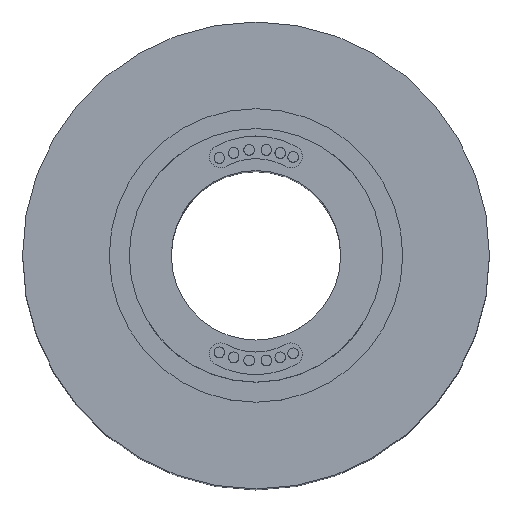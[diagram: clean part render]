
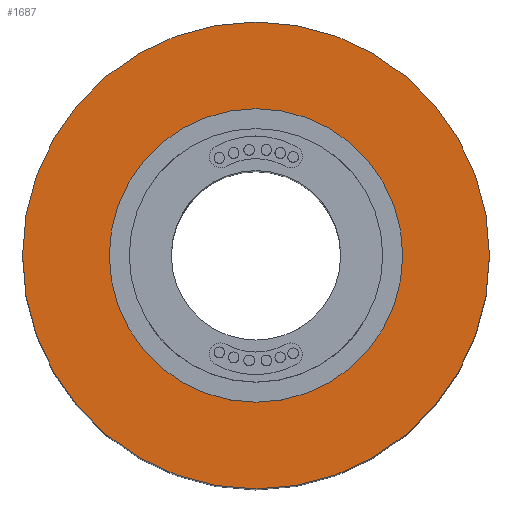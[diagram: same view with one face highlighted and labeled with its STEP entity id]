
A CAD part, top view. The second image highlights one B-rep face of the part: STEP entity #1687.
In plain terms, the highlighted planar face has unit normal (0, 0, 1).
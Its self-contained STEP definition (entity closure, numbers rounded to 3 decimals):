
#87 = EDGE_LOOP ( 'NONE', ( #637, #1642 ) ) ;
#150 = CARTESIAN_POINT ( 'NONE',  ( 17.5, 0., 44.2 ) ) ;
#502 = CIRCLE ( 'NONE', #1436, 17.5 ) ;
#510 = CARTESIAN_POINT ( 'NONE',  ( -17.5, 0., 44.2 ) ) ;
#637 = ORIENTED_EDGE ( 'NONE', *, *, #1264, .F. ) ;
#649 = FACE_OUTER_BOUND ( 'NONE', #3197, .T. ) ;
#692 = CIRCLE ( 'NONE', #2907, 17.5 ) ;
#748 = VERTEX_POINT ( 'NONE', #3351 ) ;
#827 = DIRECTION ( 'NONE',  ( 1., 0., 0. ) ) ;
#919 = DIRECTION ( 'NONE',  ( 0., 0., 1. ) ) ;
#1006 = CARTESIAN_POINT ( 'NONE',  ( 0., 0., 44.2 ) ) ;
#1125 = PLANE ( 'NONE',  #2988 ) ;
#1194 = ORIENTED_EDGE ( 'NONE', *, *, #1422, .T. ) ;
#1225 = VERTEX_POINT ( 'NONE', #2699 ) ;
#1264 = EDGE_CURVE ( 'NONE', #1225, #748, #2409, .T. ) ;
#1310 = DIRECTION ( 'NONE',  ( 1., 0., 0. ) ) ;
#1367 = FACE_BOUND ( 'NONE', #87, .T. ) ;
#1422 = EDGE_CURVE ( 'NONE', #2479, #3060, #502, .T. ) ;
#1436 = AXIS2_PLACEMENT_3D ( 'NONE', #1006, #3129, #1310 ) ;
#1441 = CARTESIAN_POINT ( 'NONE',  ( 0., 0., 44.2 ) ) ;
#1566 = DIRECTION ( 'NONE',  ( 0., 0., 1. ) ) ;
#1642 = ORIENTED_EDGE ( 'NONE', *, *, #3073, .F. ) ;
#1687 = ADVANCED_FACE ( 'NONE', ( #649, #1367 ), #1125, .T. ) ;
#1759 = DIRECTION ( 'NONE',  ( 1., 0., 0. ) ) ;
#1928 = ORIENTED_EDGE ( 'NONE', *, *, #1956, .T. ) ;
#1956 = EDGE_CURVE ( 'NONE', #3060, #2479, #692, .T. ) ;
#2046 = CARTESIAN_POINT ( 'NONE',  ( 0., 0., 44.2 ) ) ;
#2122 = AXIS2_PLACEMENT_3D ( 'NONE', #2725, #919, #3039 ) ;
#2125 = AXIS2_PLACEMENT_3D ( 'NONE', #1441, #3573, #1759 ) ;
#2409 = CIRCLE ( 'NONE', #2122, 11. ) ;
#2479 = VERTEX_POINT ( 'NONE', #150 ) ;
#2639 = DIRECTION ( 'NONE',  ( 0., 0., 1. ) ) ;
#2699 = CARTESIAN_POINT ( 'NONE',  ( -11., 0., 44.2 ) ) ;
#2725 = CARTESIAN_POINT ( 'NONE',  ( 0., 0., 44.2 ) ) ;
#2907 = AXIS2_PLACEMENT_3D ( 'NONE', #3386, #1566, #3689 ) ;
#2948 = CIRCLE ( 'NONE', #2125, 11. ) ;
#2988 = AXIS2_PLACEMENT_3D ( 'NONE', #2046, #2639, #827 ) ;
#3039 = DIRECTION ( 'NONE',  ( 1., 0., 0. ) ) ;
#3060 = VERTEX_POINT ( 'NONE', #510 ) ;
#3073 = EDGE_CURVE ( 'NONE', #748, #1225, #2948, .T. ) ;
#3129 = DIRECTION ( 'NONE',  ( 0., 0., 1. ) ) ;
#3197 = EDGE_LOOP ( 'NONE', ( #1928, #1194 ) ) ;
#3351 = CARTESIAN_POINT ( 'NONE',  ( 11., 0., 44.2 ) ) ;
#3386 = CARTESIAN_POINT ( 'NONE',  ( 0., 0., 44.2 ) ) ;
#3573 = DIRECTION ( 'NONE',  ( 0., 0., 1. ) ) ;
#3689 = DIRECTION ( 'NONE',  ( 1., 0., 0. ) ) ;
